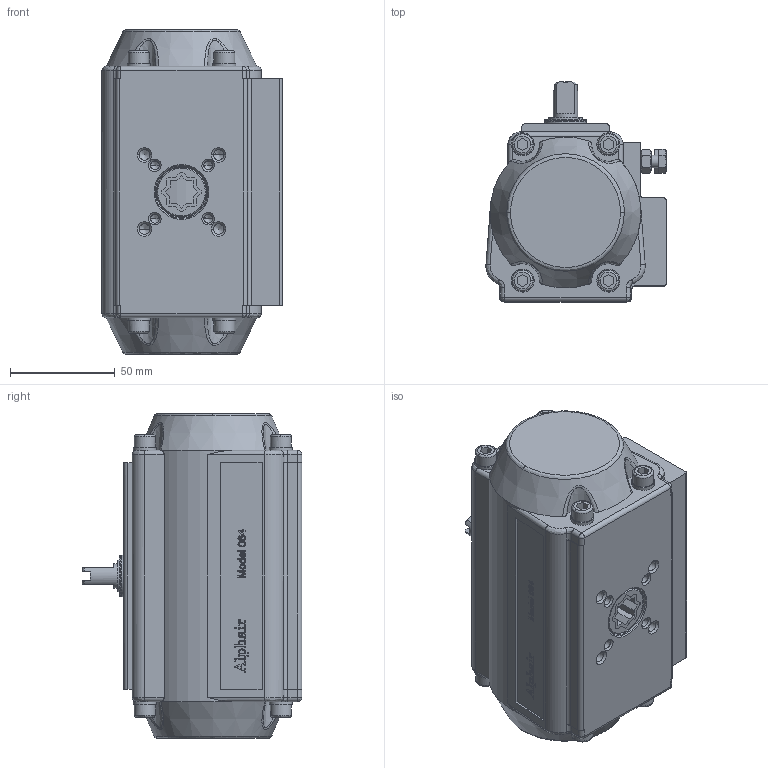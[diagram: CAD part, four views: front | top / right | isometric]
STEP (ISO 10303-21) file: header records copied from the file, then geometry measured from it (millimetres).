
FILE_DESCRIPTION (( 'STEP AP214' ), '1' );
FILE_NAME ('PA-RE064 heco.STEP', '2013-06-28T11:57:25', ( 'test' ), ( '' ), 'SwSTEP 2.0', 'SolidWorks 2011', '' );
FILE_SCHEMA (( 'AUTOMOTIVE_DESIGN' ));
Length unit declared in the file: millimetre
Products named in the file (1): PA-RE064 heco
Bounding box: 86 x 104.9 x 155 mm (x, y, z)
Volume: 831826.7 mm3; surface area: 87959.2 mm2
Topology: 1 solids, 24 shells, 921 faces, 2455 edges, 1623 vertices
Faces by surface type: plane 428, bspline 217, cylinder 153, cone 123
Full cylindrical faces by diameter (mm): 1.5 x2, 3.5 x2, 4.2 x20, 5 x6, 6 x12, 6.2 x2, 6.5 x8, 9 x2, 10 x8, 10.7 x1, 11 x8, 11.7 x1, 12 x4, 13 x3, 13.3 x1, 13.5 x1, 15.7 x1, 16.1 x1, 20 x2, 23.7 x1, 24.1 x1, 25.1 x1, 62.8 x2, 63.1 x2
Entity records: 62306 total; most frequent: CARTESIAN_POINT 32942, ORIENTED_EDGE 4514, DIRECTION 2659, EDGE_CURVE 2257, VERTEX_POINT 1591, EDGE_LOOP 1154, B_SPLINE_CURVE_WITH_KNOTS 1095, FACE_OUTER_BOUND 1014
